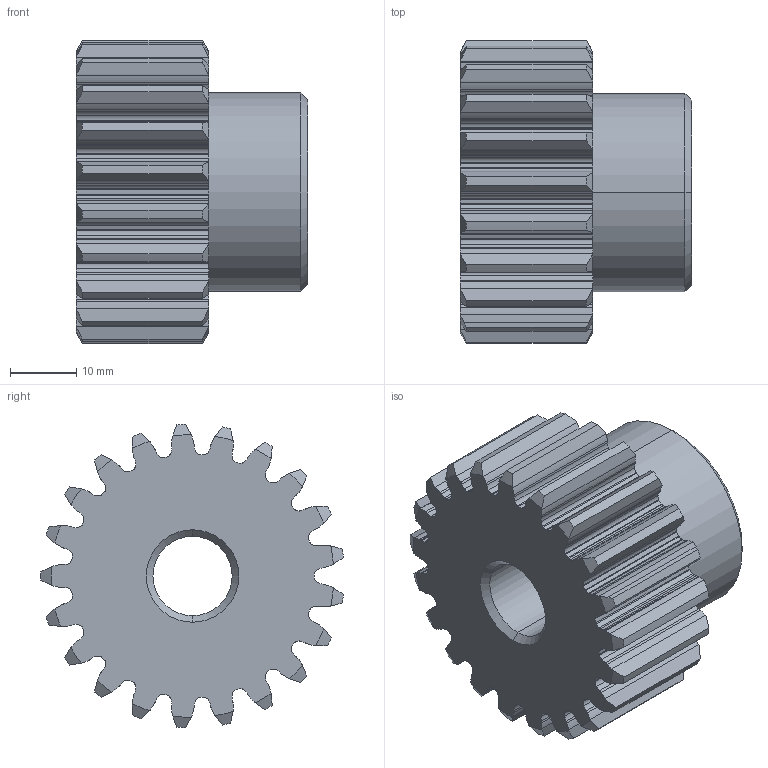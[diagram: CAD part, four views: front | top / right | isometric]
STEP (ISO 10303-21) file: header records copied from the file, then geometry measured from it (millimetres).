
FILE_DESCRIPTION(('HOOPS Exchange Step'),'2;1');
FILE_NAME('export-333045F2-4802-4777-ABE6-66D283B36C1E.stp','2024-07-02T15:25:09+02:00',('Engineering'),('Alibre'),'HOOPS Exchange 2023.0','Alibre','Unknown authorisation');
FILE_SCHEMA( ('AP242_MANAGED_MODEL_BASED_3D_ENGINEERING_MIM_LF {1 0 10303 442 1 1 4 }') );
Length unit declared in the file: millimetre
Products named in the file (1): 861 Module 2 Pinion, with 21 teeth
Bounding box: 35 x 45.83 x 45.95 mm (x, y, z)
Volume: 33577.2 mm3; surface area: 10217.1 mm2
Topology: 1 solids, 1 shells, 373 faces, 1104 edges, 734 vertices
Faces by surface type: cylinder 322, cone 48, plane 3
Entity records: 13009 total; most frequent: CARTESIAN_POINT 2477, DIRECTION 2454, ORIENTED_EDGE 2208, EDGE_CURVE 1104, AXIS2_PLACEMENT_3D 1063, VERTEX_POINT 734, CIRCLE 688, EDGE_LOOP 376
